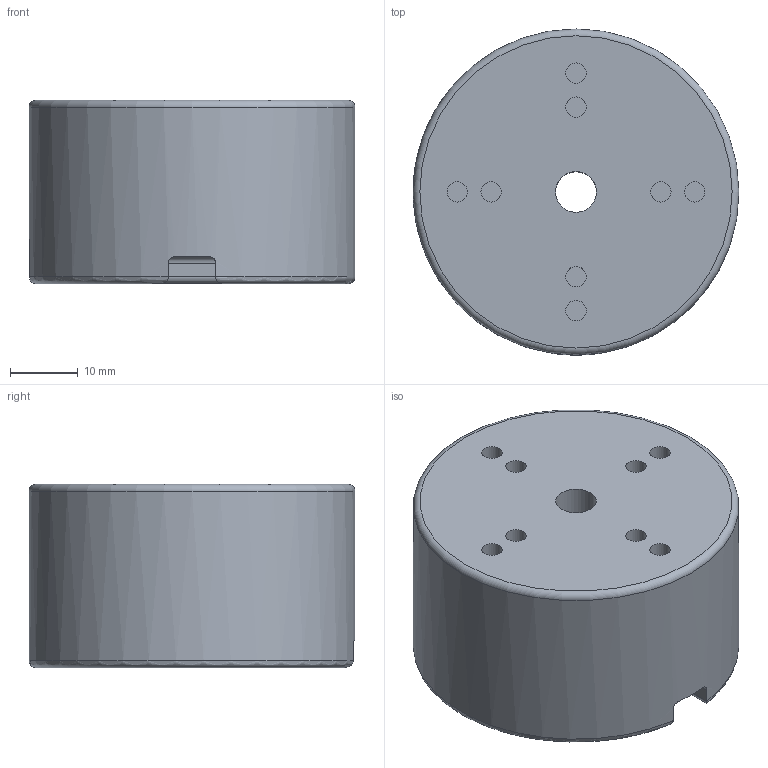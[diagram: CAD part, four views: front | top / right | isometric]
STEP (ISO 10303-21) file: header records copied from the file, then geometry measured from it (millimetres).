
FILE_DESCRIPTION(('FreeCAD Model'),'2;1');
FILE_NAME('Open CASCADE Shape Model','2025-08-11T12:20:31',('Author'),( ''),'Open CASCADE STEP processor 7.6','FreeCAD','Unknown');
FILE_SCHEMA(('AUTOMOTIVE_DESIGN { 1 0 10303 214 1 1 1 1 }'));
Length unit declared in the file: millimetre
Products named in the file (1): YGM4827
Bounding box: 48 x 48 x 27 mm (x, y, z)
Volume: 47244.8 mm3; surface area: 8812.4 mm2
Topology: 1 solids, 1 shells, 49 faces, 85 edges, 54 vertices
Faces by surface type: cylinder 24, plane 22, torus 3
Full cylindrical faces by diameter (mm): 3 x16, 6 x1, 48 x1
Entity records: 2584 total; most frequent: CARTESIAN_POINT 721, DIRECTION 365, ORIENTED_EDGE 170, PCURVE 170, DEFINITIONAL_REPRESENTATION 170, LINE 150, VECTOR 150, AXIS2_PLACEMENT_3D 97
